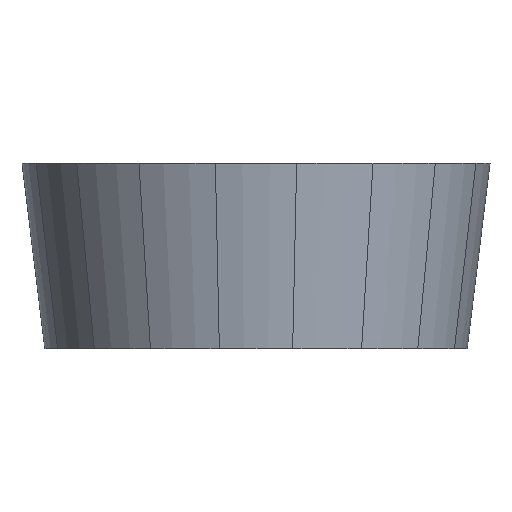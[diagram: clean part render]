
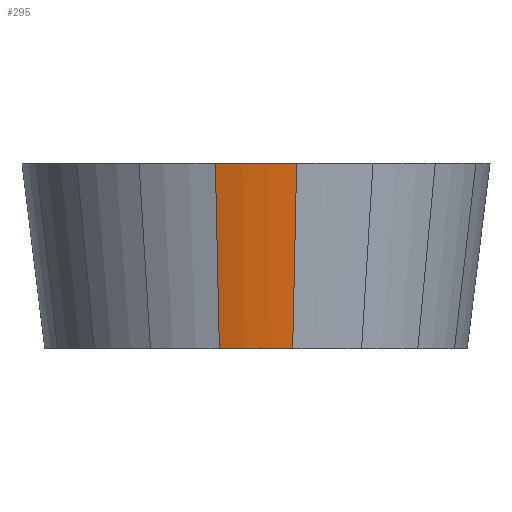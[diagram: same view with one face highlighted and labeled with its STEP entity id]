
A CAD part, left-side view. The second image highlights one B-rep face of the part: STEP entity #295.
In plain terms, the highlighted free-form (B-spline) face has degree [1, 9] with [2, 10] control points.
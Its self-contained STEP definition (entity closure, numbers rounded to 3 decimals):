
#59=B_SPLINE_SURFACE_WITH_KNOTS('',1,9,((#6242,#6243,#6244,#6245,#6246,
#6247,#6248,#6249,#6250,#6251),(#6252,#6253,#6254,#6255,#6256,#6257,#6258,
#6259,#6260,#6261)),.UNSPECIFIED.,.F.,.F.,.F.,(2,2),(10,10),(0.,1.),(0.,
1.),.UNSPECIFIED.);
#149=FACE_OUTER_BOUND('',#395,.T.);
#295=ADVANCED_FACE('',(#149),#59,.T.);
#395=EDGE_LOOP('',(#629,#630,#631,#632));
#629=ORIENTED_EDGE('',*,*,#1127,.F.);
#630=ORIENTED_EDGE('',*,*,#1087,.T.);
#631=ORIENTED_EDGE('',*,*,#1135,.T.);
#632=ORIENTED_EDGE('',*,*,#1042,.T.);
#916=VERTEX_POINT('',#2020);
#917=VERTEX_POINT('',#2031);
#961=VERTEX_POINT('',#2498);
#962=VERTEX_POINT('',#2509);
#1042=EDGE_CURVE('',#917,#916,#1266,.T.);
#1087=EDGE_CURVE('',#962,#961,#1311,.T.);
#1127=EDGE_CURVE('',#962,#916,#1339,.T.);
#1135=EDGE_CURVE('',#961,#917,#1344,.T.);
#1266=B_SPLINE_CURVE_WITH_KNOTS('',9,(#2021,#2022,#2023,#2024,#2025,#2026,
#2027,#2028,#2029,#2030),.UNSPECIFIED.,.F.,.F.,(10,10),(0.,1.),
 .UNSPECIFIED.);
#1311=B_SPLINE_CURVE_WITH_KNOTS('',9,(#2499,#2500,#2501,#2502,#2503,#2504,
#2505,#2506,#2507,#2508),.UNSPECIFIED.,.F.,.F.,(10,10),(0.,1.),
 .UNSPECIFIED.);
#1339=B_SPLINE_CURVE_WITH_KNOTS('',1,(#5503,#5504),.UNSPECIFIED.,.F.,.F.,
(2,2),(0.,1.),.UNSPECIFIED.);
#1344=B_SPLINE_CURVE_WITH_KNOTS('',1,(#6240,#6241),.UNSPECIFIED.,.F.,.F.,
(2,2),(0.,1.),.UNSPECIFIED.);
#2020=CARTESIAN_POINT('',(-2.954,0.521,0.115));
#2021=CARTESIAN_POINT('',(-2.954,-0.521,0.115));
#2022=CARTESIAN_POINT('',(-2.975,-0.406,0.115));
#2023=CARTESIAN_POINT('',(-2.99,-0.291,0.115));
#2024=CARTESIAN_POINT('',(-3.,-0.175,0.115));
#2025=CARTESIAN_POINT('',(-3.005,-0.058,0.115));
#2026=CARTESIAN_POINT('',(-3.005,0.058,0.115));
#2027=CARTESIAN_POINT('',(-3.,0.175,0.115));
#2028=CARTESIAN_POINT('',(-2.99,0.291,0.115));
#2029=CARTESIAN_POINT('',(-2.975,0.406,0.115));
#2030=CARTESIAN_POINT('',(-2.954,0.521,0.115));
#2031=CARTESIAN_POINT('',(-2.954,-0.521,0.115));
#2498=CARTESIAN_POINT('',(-2.667,-0.47,-2.265));
#2499=CARTESIAN_POINT('',(-2.667,0.47,-2.265));
#2500=CARTESIAN_POINT('',(-2.685,0.367,-2.265));
#2501=CARTESIAN_POINT('',(-2.699,0.263,-2.265));
#2502=CARTESIAN_POINT('',(-2.708,0.158,-2.265));
#2503=CARTESIAN_POINT('',(-2.712,0.053,-2.265));
#2504=CARTESIAN_POINT('',(-2.712,-0.053,-2.265));
#2505=CARTESIAN_POINT('',(-2.708,-0.158,-2.265));
#2506=CARTESIAN_POINT('',(-2.699,-0.263,-2.265));
#2507=CARTESIAN_POINT('',(-2.685,-0.367,-2.265));
#2508=CARTESIAN_POINT('',(-2.667,-0.47,-2.265));
#2509=CARTESIAN_POINT('',(-2.667,0.47,-2.265));
#5503=CARTESIAN_POINT('',(-2.667,0.47,-2.265));
#5504=CARTESIAN_POINT('',(-2.954,0.521,0.115));
#6240=CARTESIAN_POINT('',(-2.667,-0.47,-2.265));
#6241=CARTESIAN_POINT('',(-2.954,-0.521,0.115));
#6242=CARTESIAN_POINT('',(-2.954,0.521,0.115));
#6243=CARTESIAN_POINT('',(-2.975,0.406,0.115));
#6244=CARTESIAN_POINT('',(-2.99,0.291,0.115));
#6245=CARTESIAN_POINT('',(-3.,0.175,0.115));
#6246=CARTESIAN_POINT('',(-3.005,0.058,0.115));
#6247=CARTESIAN_POINT('',(-3.005,-0.058,0.115));
#6248=CARTESIAN_POINT('',(-3.,-0.175,0.115));
#6249=CARTESIAN_POINT('',(-2.99,-0.291,0.115));
#6250=CARTESIAN_POINT('',(-2.975,-0.406,0.115));
#6251=CARTESIAN_POINT('',(-2.954,-0.521,0.115));
#6252=CARTESIAN_POINT('',(-2.663,0.47,-2.295));
#6253=CARTESIAN_POINT('',(-2.681,0.366,-2.295));
#6254=CARTESIAN_POINT('',(-2.695,0.262,-2.295));
#6255=CARTESIAN_POINT('',(-2.704,0.158,-2.295));
#6256=CARTESIAN_POINT('',(-2.709,0.053,-2.295));
#6257=CARTESIAN_POINT('',(-2.709,-0.053,-2.295));
#6258=CARTESIAN_POINT('',(-2.704,-0.158,-2.295));
#6259=CARTESIAN_POINT('',(-2.695,-0.262,-2.295));
#6260=CARTESIAN_POINT('',(-2.681,-0.366,-2.295));
#6261=CARTESIAN_POINT('',(-2.663,-0.47,-2.295));
